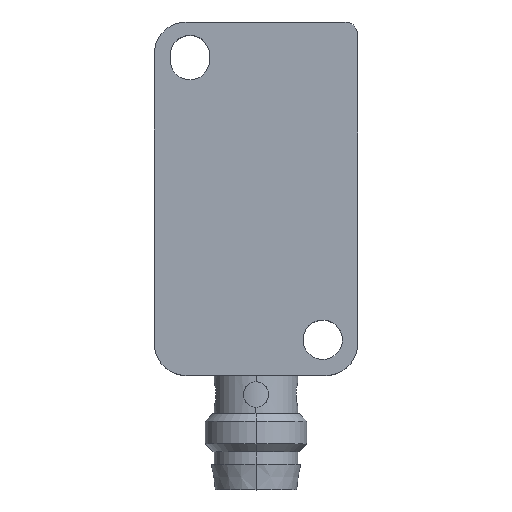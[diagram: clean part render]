
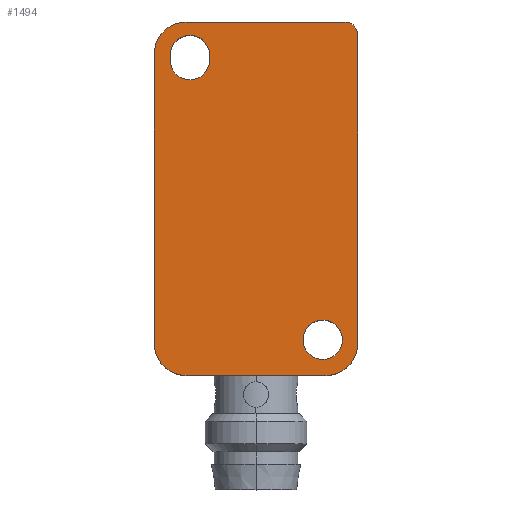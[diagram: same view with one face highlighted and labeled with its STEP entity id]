
A CAD part, top view. The second image highlights one B-rep face of the part: STEP entity #1494.
In plain terms, the highlighted planar face has unit normal (0, 0, 1).
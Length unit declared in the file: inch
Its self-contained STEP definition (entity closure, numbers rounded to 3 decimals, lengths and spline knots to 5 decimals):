
#2 = DIRECTION ( 'NONE',  ( 0., -1., 0. ) ) ;
#6 = EDGE_CURVE ( 'NONE', #506, #194, #1616, .T. ) ;
#18 = LINE ( 'NONE', #1517, #313 ) ;
#24 = ORIENTED_EDGE ( 'NONE', *, *, #136, .F. ) ;
#74 = CIRCLE ( 'NONE', #225, 0.06102 ) ;
#92 = CARTESIAN_POINT ( 'NONE',  ( -0.20472, 1.33071, 0.20079 ) ) ;
#104 = DIRECTION ( 'NONE',  ( 0., 0., -1. ) ) ;
#121 = EDGE_CURVE ( 'NONE', #780, #1683, #1234, .T. ) ;
#126 = CARTESIAN_POINT ( 'NONE',  ( -0.26575, 1.33071, 0.20079 ) ) ;
#136 = EDGE_CURVE ( 'NONE', #437, #998, #18, .T. ) ;
#139 = CARTESIAN_POINT ( 'NONE',  ( 0.31496, 0.45276, 0.20079 ) ) ;
#151 = VECTOR ( 'NONE', #1650, 39.37008 ) ;
#162 = ORIENTED_EDGE ( 'NONE', *, *, #1124, .F. ) ;
#178 = VECTOR ( 'NONE', #314, 39.37008 ) ;
#194 = VERTEX_POINT ( 'NONE', #1611 ) ;
#224 = VERTEX_POINT ( 'NONE', #323 ) ;
#225 = AXIS2_PLACEMENT_3D ( 'NONE', #92, #545, #1710 ) ;
#236 = CIRCLE ( 'NONE', #594, 0.09843 ) ;
#244 = EDGE_CURVE ( 'NONE', #1396, #224, #1053, .T. ) ;
#250 = DIRECTION ( 'NONE',  ( 0., 0., -1. ) ) ;
#279 = DIRECTION ( 'NONE',  ( 1., 0., 0. ) ) ;
#280 = ORIENTED_EDGE ( 'NONE', *, *, #1423, .T. ) ;
#286 = DIRECTION ( 'NONE',  ( 0., 1., 0. ) ) ;
#313 = VECTOR ( 'NONE', #791, 39.37008 ) ;
#314 = DIRECTION ( 'NONE',  ( -1., 0., 0. ) ) ;
#323 = CARTESIAN_POINT ( 'NONE',  ( 0.21654, 0.35433, 0.20079 ) ) ;
#353 = CARTESIAN_POINT ( 'NONE',  ( -0.1437, 1.34646, 0.20079 ) ) ;
#360 = ORIENTED_EDGE ( 'NONE', *, *, #1457, .T. ) ;
#417 = CARTESIAN_POINT ( 'NONE',  ( 0.31496, 0.45276, 0.20079 ) ) ;
#434 = CIRCLE ( 'NONE', #1827, 0.03937 ) ;
#437 = VERTEX_POINT ( 'NONE', #835 ) ;
#449 = FACE_BOUND ( 'NONE', #1175, .T. ) ;
#450 = ORIENTED_EDGE ( 'NONE', *, *, #244, .F. ) ;
#469 = DIRECTION ( 'NONE',  ( 0., 0., 1. ) ) ;
#505 = VERTEX_POINT ( 'NONE', #536 ) ;
#506 = VERTEX_POINT ( 'NONE', #1005 ) ;
#514 = EDGE_CURVE ( 'NONE', #1004, #849, #1405, .T. ) ;
#531 = VERTEX_POINT ( 'NONE', #1886 ) ;
#536 = CARTESIAN_POINT ( 'NONE',  ( -0.31496, 0.45276, 0.20079 ) ) ;
#545 = DIRECTION ( 'NONE',  ( 0., 0., -1. ) ) ;
#565 = DIRECTION ( 'NONE',  ( 1., 0., 0. ) ) ;
#594 = AXIS2_PLACEMENT_3D ( 'NONE', #1417, #1750, #1769 ) ;
#595 = DIRECTION ( 'NONE',  ( 0., 0., -1. ) ) ;
#598 = CARTESIAN_POINT ( 'NONE',  ( -0.26575, 1.34646, 0.20079 ) ) ;
#600 = DIRECTION ( 'NONE',  ( 0., 0., -1. ) ) ;
#608 = CARTESIAN_POINT ( 'NONE',  ( 0.27559, 1.40945, 0.20079 ) ) ;
#676 = LINE ( 'NONE', #1197, #178 ) ;
#685 = CARTESIAN_POINT ( 'NONE',  ( -0.1437, 1.34646, 0.20079 ) ) ;
#747 = CARTESIAN_POINT ( 'NONE',  ( 0.21654, 0.45276, 0.20079 ) ) ;
#751 = AXIS2_PLACEMENT_3D ( 'NONE', #889, #1896, #1465 ) ;
#758 = ORIENTED_EDGE ( 'NONE', *, *, #1712, .F. ) ;
#760 = CIRCLE ( 'NONE', #1105, 0.09843 ) ;
#774 = CIRCLE ( 'NONE', #1373, 0.06102 ) ;
#780 = VERTEX_POINT ( 'NONE', #788 ) ;
#782 = VECTOR ( 'NONE', #2, 39.37008 ) ;
#788 = CARTESIAN_POINT ( 'NONE',  ( -0.1437, 1.33071, 0.20079 ) ) ;
#791 = DIRECTION ( 'NONE',  ( 1., 0., 0. ) ) ;
#832 = CARTESIAN_POINT ( 'NONE',  ( -0.20472, 1.34646, 0.20079 ) ) ;
#835 = CARTESIAN_POINT ( 'NONE',  ( -0.21654, 1.44882, 0.20079 ) ) ;
#849 = VERTEX_POINT ( 'NONE', #598 ) ;
#853 = CARTESIAN_POINT ( 'NONE',  ( -0.31496, 1.35039, 0.20079 ) ) ;
#889 = CARTESIAN_POINT ( 'NONE',  ( 0., 0., 0.20079 ) ) ;
#919 = VECTOR ( 'NONE', #286, 39.37008 ) ;
#943 = ORIENTED_EDGE ( 'NONE', *, *, #6, .T. ) ;
#967 = ORIENTED_EDGE ( 'NONE', *, *, #514, .T. ) ;
#976 = AXIS2_PLACEMENT_3D ( 'NONE', #747, #1627, #1464 ) ;
#989 = PLANE ( 'NONE',  #751 ) ;
#998 = VERTEX_POINT ( 'NONE', #1012 ) ;
#1004 = VERTEX_POINT ( 'NONE', #126 ) ;
#1005 = CARTESIAN_POINT ( 'NONE',  ( 0.26772, 0.46457, 0.20079 ) ) ;
#1012 = CARTESIAN_POINT ( 'NONE',  ( 0.27559, 1.44882, 0.20079 ) ) ;
#1053 = CIRCLE ( 'NONE', #976, 0.09843 ) ;
#1069 = EDGE_LOOP ( 'NONE', ( #24, #1169, #162, #1147, #1382, #450, #758, #1363 ) ) ;
#1072 = CIRCLE ( 'NONE', #1506, 0.06102 ) ;
#1105 = AXIS2_PLACEMENT_3D ( 'NONE', #1344, #600, #1617 ) ;
#1124 = EDGE_CURVE ( 'NONE', #505, #1246, #1208, .T. ) ;
#1125 = DIRECTION ( 'NONE',  ( 0., 1., 0. ) ) ;
#1131 = CARTESIAN_POINT ( 'NONE',  ( 0.20669, 0.46457, 0.20079 ) ) ;
#1142 = LINE ( 'NONE', #139, #782 ) ;
#1147 = ORIENTED_EDGE ( 'NONE', *, *, #1698, .F. ) ;
#1169 = ORIENTED_EDGE ( 'NONE', *, *, #1812, .F. ) ;
#1175 = EDGE_LOOP ( 'NONE', ( #280, #967, #360, #1519 ) ) ;
#1197 = CARTESIAN_POINT ( 'NONE',  ( -0.21654, 0.35433, 0.20079 ) ) ;
#1208 = LINE ( 'NONE', #853, #1462 ) ;
#1234 = LINE ( 'NONE', #353, #151 ) ;
#1246 = VERTEX_POINT ( 'NONE', #1474 ) ;
#1344 = CARTESIAN_POINT ( 'NONE',  ( -0.21654, 1.35039, 0.20079 ) ) ;
#1363 = ORIENTED_EDGE ( 'NONE', *, *, #1856, .T. ) ;
#1373 = AXIS2_PLACEMENT_3D ( 'NONE', #1131, #250, #1736 ) ;
#1379 = EDGE_CURVE ( 'NONE', #194, #506, #774, .T. ) ;
#1382 = ORIENTED_EDGE ( 'NONE', *, *, #1841, .F. ) ;
#1392 = EDGE_LOOP ( 'NONE', ( #943, #1439 ) ) ;
#1396 = VERTEX_POINT ( 'NONE', #417 ) ;
#1405 = LINE ( 'NONE', #1443, #919 ) ;
#1417 = CARTESIAN_POINT ( 'NONE',  ( -0.21654, 0.45276, 0.20079 ) ) ;
#1423 = EDGE_CURVE ( 'NONE', #780, #1004, #74, .T. ) ;
#1439 = ORIENTED_EDGE ( 'NONE', *, *, #1379, .T. ) ;
#1443 = CARTESIAN_POINT ( 'NONE',  ( -0.26575, 0., 0.20079 ) ) ;
#1457 = EDGE_CURVE ( 'NONE', #849, #1683, #1072, .T. ) ;
#1462 = VECTOR ( 'NONE', #1125, 39.37008 ) ;
#1464 = DIRECTION ( 'NONE',  ( 1., 0., 0. ) ) ;
#1465 = DIRECTION ( 'NONE',  ( 1., 0., 0. ) ) ;
#1474 = CARTESIAN_POINT ( 'NONE',  ( -0.31496, 1.35039, 0.20079 ) ) ;
#1494 = ADVANCED_FACE ( 'NONE', ( #449, #1887, #1846 ), #989, .T. ) ;
#1506 = AXIS2_PLACEMENT_3D ( 'NONE', #832, #104, #565 ) ;
#1517 = CARTESIAN_POINT ( 'NONE',  ( 0.27559, 1.44882, 0.20079 ) ) ;
#1519 = ORIENTED_EDGE ( 'NONE', *, *, #121, .F. ) ;
#1611 = CARTESIAN_POINT ( 'NONE',  ( 0.14567, 0.46457, 0.20079 ) ) ;
#1616 = CIRCLE ( 'NONE', #1694, 0.06102 ) ;
#1617 = DIRECTION ( 'NONE',  ( 1., 0., 0. ) ) ;
#1627 = DIRECTION ( 'NONE',  ( 0., 0., -1. ) ) ;
#1650 = DIRECTION ( 'NONE',  ( 0., 1., 0. ) ) ;
#1683 = VERTEX_POINT ( 'NONE', #685 ) ;
#1694 = AXIS2_PLACEMENT_3D ( 'NONE', #1880, #595, #279 ) ;
#1698 = EDGE_CURVE ( 'NONE', #1755, #505, #236, .T. ) ;
#1710 = DIRECTION ( 'NONE',  ( 1., 0., 0. ) ) ;
#1712 = EDGE_CURVE ( 'NONE', #531, #1396, #1142, .T. ) ;
#1736 = DIRECTION ( 'NONE',  ( 1., 0., 0. ) ) ;
#1750 = DIRECTION ( 'NONE',  ( 0., 0., -1. ) ) ;
#1755 = VERTEX_POINT ( 'NONE', #1759 ) ;
#1759 = CARTESIAN_POINT ( 'NONE',  ( -0.21654, 0.35433, 0.20079 ) ) ;
#1769 = DIRECTION ( 'NONE',  ( 1., 0., 0. ) ) ;
#1798 = DIRECTION ( 'NONE',  ( 1., 0., 0. ) ) ;
#1812 = EDGE_CURVE ( 'NONE', #1246, #437, #760, .T. ) ;
#1827 = AXIS2_PLACEMENT_3D ( 'NONE', #608, #469, #1798 ) ;
#1841 = EDGE_CURVE ( 'NONE', #224, #1755, #676, .T. ) ;
#1846 = FACE_OUTER_BOUND ( 'NONE', #1069, .T. ) ;
#1856 = EDGE_CURVE ( 'NONE', #531, #998, #434, .T. ) ;
#1880 = CARTESIAN_POINT ( 'NONE',  ( 0.20669, 0.46457, 0.20079 ) ) ;
#1886 = CARTESIAN_POINT ( 'NONE',  ( 0.31496, 1.40945, 0.20079 ) ) ;
#1887 = FACE_BOUND ( 'NONE', #1392, .T. ) ;
#1896 = DIRECTION ( 'NONE',  ( 0., 0., 1. ) ) ;
